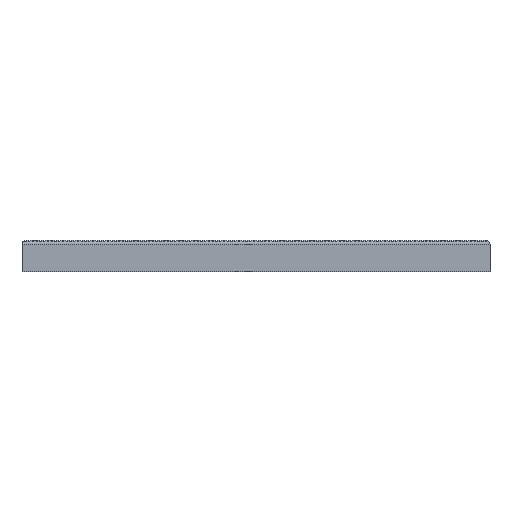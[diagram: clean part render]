
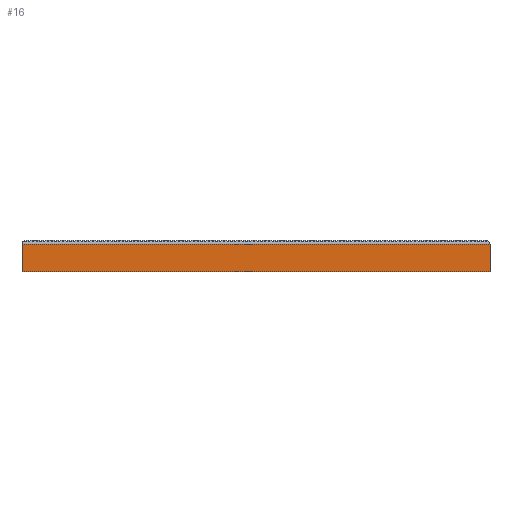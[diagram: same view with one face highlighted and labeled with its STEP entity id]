
A CAD part, left-side view. The second image highlights one B-rep face of the part: STEP entity #16.
In plain terms, the highlighted planar face has unit normal (-1, 0, 0).
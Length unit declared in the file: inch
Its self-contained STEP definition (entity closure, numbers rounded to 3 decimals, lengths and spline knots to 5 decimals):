
#16=ADVANCED_FACE('',(#272),#4448,.T.);
#272=FACE_OUTER_BOUND('',#528,.T.);
#528=EDGE_LOOP('',(#790,#791,#792,#793));
#790=ORIENTED_EDGE('',*,*,#2303,.F.);
#791=ORIENTED_EDGE('',*,*,#2305,.T.);
#792=ORIENTED_EDGE('',*,*,#2306,.T.);
#793=ORIENTED_EDGE('',*,*,#2300,.F.);
#2300=EDGE_CURVE('',#3820,#3821,#3306,.T.);
#2303=EDGE_CURVE('',#3816,#3820,#3309,.T.);
#2305=EDGE_CURVE('',#3816,#3817,#3311,.T.);
#2306=EDGE_CURVE('',#3817,#3821,#3312,.T.);
#3306=B_SPLINE_CURVE_WITH_KNOTS('',1,(#5947,#5948),.UNSPECIFIED.,.F.,.F.,
(2,2),(0.,60.),.UNSPECIFIED.);
#3309=B_SPLINE_CURVE_WITH_KNOTS('',1,(#5953,#5954),.UNSPECIFIED.,.F.,.F.,
(2,2),(0.,3.5),.UNSPECIFIED.);
#3311=B_SPLINE_CURVE_WITH_KNOTS('',1,(#5957,#5958),.UNSPECIFIED.,.F.,.F.,
(2,2),(72.,108.),.UNSPECIFIED.);
#3312=B_SPLINE_CURVE_WITH_KNOTS('',1,(#5959,#5960),.UNSPECIFIED.,.F.,.F.,
(2,2),(0.,3.5),.UNSPECIFIED.);
#3816=VERTEX_POINT('',#5441);
#3817=VERTEX_POINT('',#5442);
#3820=VERTEX_POINT('',#5445);
#3821=VERTEX_POINT('',#5446);
#4448=PLANE('',#4667);
#4667=AXIS2_PLACEMENT_3D('',#5185,#4926,$);
#4926=DIRECTION('',(-1.,0.,0.));
#5185=CARTESIAN_POINT('',(0.,1.25,-0.07292));
#5441=CARTESIAN_POINT('',(0.,1.25,-0.07292));
#5442=CARTESIAN_POINT('',(0.,0.,-0.07292));
#5445=CARTESIAN_POINT('',(0.,1.25,0.));
#5446=CARTESIAN_POINT('',(0.,0.,0.));
#5947=CARTESIAN_POINT('',(0.,1.25,0.));
#5948=CARTESIAN_POINT('',(0.,0.,0.));
#5953=CARTESIAN_POINT('',(0.,1.25,-0.07292));
#5954=CARTESIAN_POINT('',(0.,1.25,0.));
#5957=CARTESIAN_POINT('',(0.,1.25,-0.07292));
#5958=CARTESIAN_POINT('',(0.,0.,-0.07292));
#5959=CARTESIAN_POINT('',(0.,0.,-0.07292));
#5960=CARTESIAN_POINT('',(0.,0.,0.));
